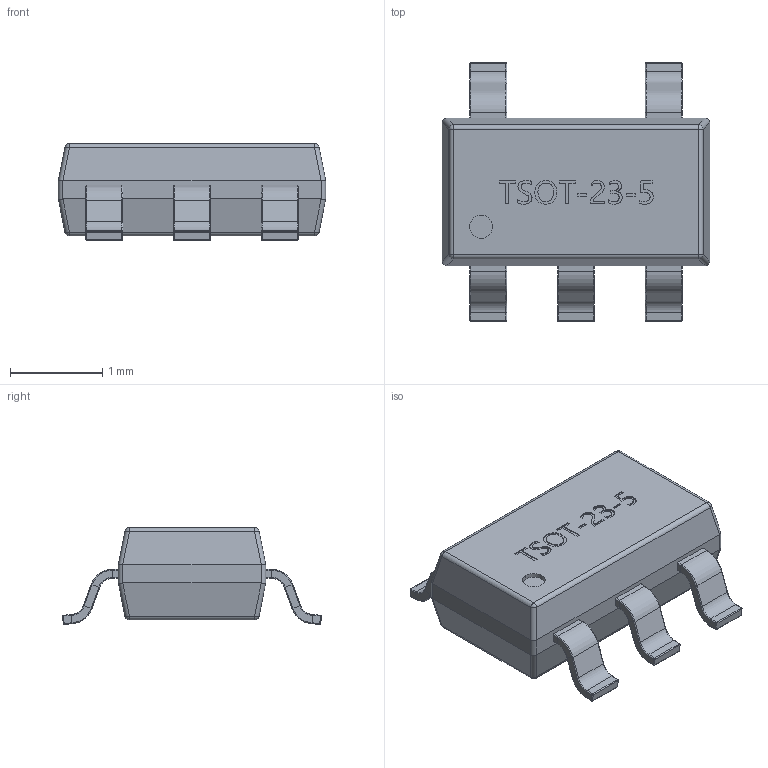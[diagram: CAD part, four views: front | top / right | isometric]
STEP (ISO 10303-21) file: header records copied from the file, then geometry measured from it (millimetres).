
FILE_DESCRIPTION (( 'STEP AP214' ), '1' );
FILE_NAME ('TSOT-23-5.STEP', '2024-12-30T06:08:22', ( '' ), ( '' ), 'SwSTEP 2.0', 'SolidWorks 2021', '' );
FILE_SCHEMA (( 'AUTOMOTIVE_DESIGN' ));
Length unit declared in the file: millimetre
Products named in the file (1): TSOT-23-5
Bounding box: 2.9 x 2.81 x 1.05 mm (x, y, z)
Volume: 4.5 mm3; surface area: 21.3 mm2
Topology: 6 solids, 6 shells, 406 faces, 923 edges, 517 vertices
Faces by surface type: plane 159, cylinder 122, bspline 47, torus 40, sphere 38
Entity records: 14097 total; most frequent: CARTESIAN_POINT 4885, ORIENTED_EDGE 1790, DIRECTION 1785, EDGE_CURVE 895, AXIS2_PLACEMENT_3D 648, VERTEX_POINT 512, LINE 489, VECTOR 489
